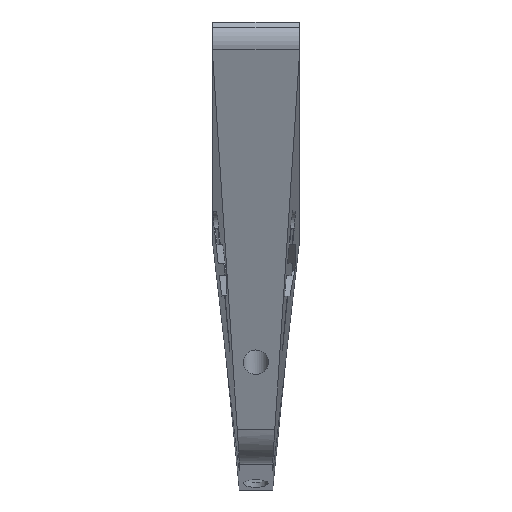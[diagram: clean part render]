
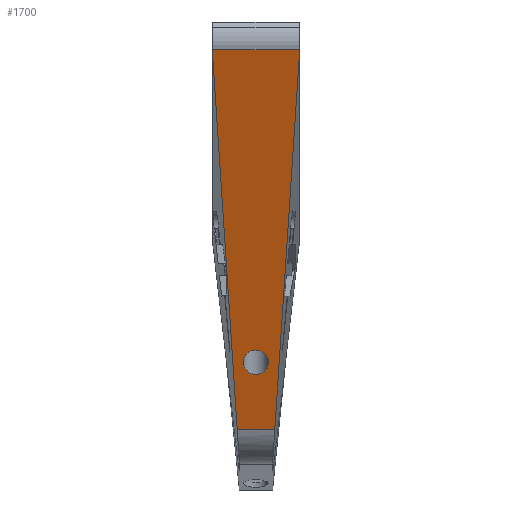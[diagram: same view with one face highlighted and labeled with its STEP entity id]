
A CAD part, top view. The second image highlights one B-rep face of the part: STEP entity #1700.
In plain terms, the highlighted planar face has unit normal (0, -0.342, 0.94).
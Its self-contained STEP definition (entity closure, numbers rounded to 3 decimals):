
#31=FACE_BOUND('',#266,.T.);
#44=ELLIPSE('',#1816,4.875,4.75);
#100=PLANE('',#1815);
#166=FACE_OUTER_BOUND('',#265,.T.);
#265=EDGE_LOOP('',(#1187,#1188,#1189,#1190,#1191,#1192));
#266=EDGE_LOOP('',(#1193));
#373=LINE('',#2320,#549);
#379=LINE('',#2333,#555);
#382=LINE('',#2354,#558);
#384=LINE('',#2370,#560);
#385=LINE('',#2372,#561);
#386=LINE('',#2373,#562);
#549=VECTOR('',#1924,10.);
#555=VECTOR('',#1934,10.);
#558=VECTOR('',#1941,10.);
#560=VECTOR('',#1945,10.);
#561=VECTOR('',#1946,162.08);
#562=VECTOR('',#1947,10.);
#750=VERTEX_POINT('',#2317);
#751=VERTEX_POINT('',#2319);
#756=VERTEX_POINT('',#2331);
#759=VERTEX_POINT('',#2340);
#760=VERTEX_POINT('',#2353);
#762=VERTEX_POINT('',#2371);
#763=VERTEX_POINT('',#2374);
#916=EDGE_CURVE('',#750,#751,#373,.T.);
#923=EDGE_CURVE('',#756,#750,#379,.T.);
#927=EDGE_CURVE('',#759,#760,#382,.T.);
#930=EDGE_CURVE('',#756,#760,#384,.T.);
#931=EDGE_CURVE('',#762,#759,#385,.T.);
#932=EDGE_CURVE('',#751,#762,#386,.T.);
#933=EDGE_CURVE('',#763,#763,#44,.T.);
#1187=ORIENTED_EDGE('',*,*,#916,.F.);
#1188=ORIENTED_EDGE('',*,*,#923,.F.);
#1189=ORIENTED_EDGE('',*,*,#930,.T.);
#1190=ORIENTED_EDGE('',*,*,#927,.F.);
#1191=ORIENTED_EDGE('',*,*,#931,.F.);
#1192=ORIENTED_EDGE('',*,*,#932,.F.);
#1193=ORIENTED_EDGE('',*,*,#933,.T.);
#1700=ADVANCED_FACE('',(#166,#31),#100,.T.);
#1815=AXIS2_PLACEMENT_3D('',#2369,#1943,#1944);
#1816=AXIS2_PLACEMENT_3D('',#2375,#1948,#1949);
#1924=DIRECTION('',(1.,0.,0.));
#1934=DIRECTION('',(0.,0.94,0.342));
#1941=DIRECTION('',(-1.,0.,0.));
#1943=DIRECTION('center_axis',(0.,-0.342,0.94));
#1944=DIRECTION('ref_axis',(0.,-0.94,-0.342));
#1945=DIRECTION('',(0.062,-0.938,-0.341));
#1946=DIRECTION('',(-0.062,-0.938,-0.341));
#1947=DIRECTION('',(0.,-0.94,-0.342));
#1948=DIRECTION('center_axis',(0.,0.342,-0.94));
#1949=DIRECTION('ref_axis',(0.,-0.94,-0.342));
#2317=CARTESIAN_POINT('',(-16.25,72.072,249.649));
#2319=CARTESIAN_POINT('',(16.25,72.072,249.649));
#2320=CARTESIAN_POINT('',(-11.25,72.072,249.649));
#2331=CARTESIAN_POINT('',(-16.25,69.144,248.583));
#2333=CARTESIAN_POINT('',(-16.25,-82.871,193.254));
#2340=CARTESIAN_POINT('',(7.068,-70.431,197.782));
#2353=CARTESIAN_POINT('',(-7.068,-70.431,197.782));
#2354=CARTESIAN_POINT('',(-6.25,-70.431,197.782));
#2369=CARTESIAN_POINT('Origin',(-6.25,76.454,251.244));
#2370=CARTESIAN_POINT('',(-16.25,69.144,248.583));
#2371=CARTESIAN_POINT('',(16.25,69.144,248.583));
#2372=CARTESIAN_POINT('',(16.25,69.144,248.583));
#2373=CARTESIAN_POINT('',(16.25,-82.871,193.254));
#2374=CARTESIAN_POINT('',(4.75,-45.301,206.928));
#2375=CARTESIAN_POINT('Origin',(0.,-45.301,
206.928));
